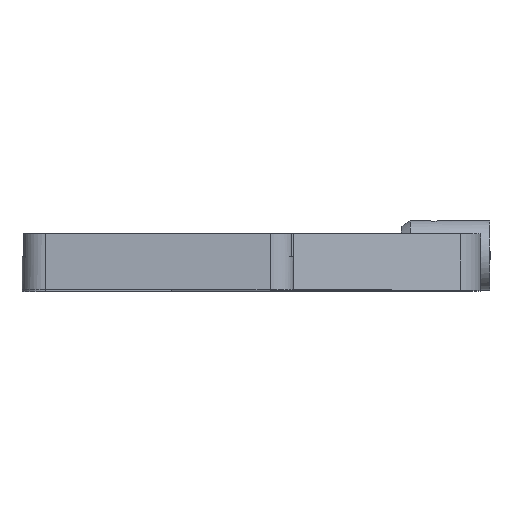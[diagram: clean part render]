
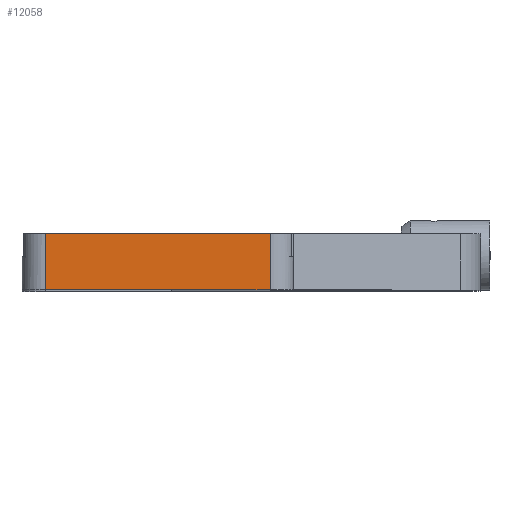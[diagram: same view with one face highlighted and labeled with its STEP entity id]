
A CAD part, top view. The second image highlights one B-rep face of the part: STEP entity #12058.
In plain terms, the highlighted planar face has unit normal (0, 0, 1).
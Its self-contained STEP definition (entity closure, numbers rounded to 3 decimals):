
#49 = LINE ( 'NONE', #1714, #11786 ) ;
#333 = EDGE_CURVE ( 'NONE', #12188, #2497, #3247, .T. ) ;
#719 = CARTESIAN_POINT ( 'NONE',  ( -53., 0., 232.56 ) ) ;
#1714 = CARTESIAN_POINT ( 'NONE',  ( -53., 0., 232.56 ) ) ;
#1784 = EDGE_CURVE ( 'NONE', #8077, #2035, #11015, .T. ) ;
#2035 = VERTEX_POINT ( 'NONE', #11867 ) ;
#2497 = VERTEX_POINT ( 'NONE', #11628 ) ;
#2520 = EDGE_CURVE ( 'NONE', #12188, #2035, #49, .T. ) ;
#2640 = DIRECTION ( 'NONE',  ( 0., 1., 0. ) ) ;
#3247 = LINE ( 'NONE', #10435, #10420 ) ;
#4278 = CARTESIAN_POINT ( 'NONE',  ( 0., 0., 232.56 ) ) ;
#4598 = EDGE_CURVE ( 'NONE', #2497, #8077, #10641, .T. ) ;
#5213 = CARTESIAN_POINT ( 'NONE',  ( 0., 12., 232.56 ) ) ;
#5494 = VECTOR ( 'NONE', #12860, 1000. ) ;
#5565 = DIRECTION ( 'NONE',  ( 1., 0., 0. ) ) ;
#5583 = CARTESIAN_POINT ( 'NONE',  ( -5., 12., 232.56 ) ) ;
#6031 = ORIENTED_EDGE ( 'NONE', *, *, #4598, .T. ) ;
#6537 = ORIENTED_EDGE ( 'NONE', *, *, #2520, .F. ) ;
#8077 = VERTEX_POINT ( 'NONE', #5583 ) ;
#8331 = PLANE ( 'NONE',  #12846 ) ;
#8373 = ORIENTED_EDGE ( 'NONE', *, *, #1784, .T. ) ;
#9076 = EDGE_LOOP ( 'NONE', ( #9979, #6031, #8373, #6537 ) ) ;
#9399 = CARTESIAN_POINT ( 'NONE',  ( -5., 0., 232.56 ) ) ;
#9900 = VECTOR ( 'NONE', #10210, 1000. ) ;
#9979 = ORIENTED_EDGE ( 'NONE', *, *, #333, .T. ) ;
#10210 = DIRECTION ( 'NONE',  ( -1., 0., 0. ) ) ;
#10420 = VECTOR ( 'NONE', #5565, 1000. ) ;
#10435 = CARTESIAN_POINT ( 'NONE',  ( 0., 0., 232.56 ) ) ;
#10641 = LINE ( 'NONE', #9399, #5494 ) ;
#11015 = LINE ( 'NONE', #5213, #9900 ) ;
#11255 = DIRECTION ( 'NONE',  ( 0., 0., -1. ) ) ;
#11628 = CARTESIAN_POINT ( 'NONE',  ( -5., 0., 232.56 ) ) ;
#11780 = FACE_OUTER_BOUND ( 'NONE', #9076, .T. ) ;
#11786 = VECTOR ( 'NONE', #2640, 1000. ) ;
#11867 = CARTESIAN_POINT ( 'NONE',  ( -53., 12., 232.56 ) ) ;
#12058 = ADVANCED_FACE ( 'NONE', ( #11780 ), #8331, .F. ) ;
#12188 = VERTEX_POINT ( 'NONE', #719 ) ;
#12264 = DIRECTION ( 'NONE',  ( 1., 0., 0. ) ) ;
#12846 = AXIS2_PLACEMENT_3D ( 'NONE', #4278, #11255, #12264 ) ;
#12860 = DIRECTION ( 'NONE',  ( 0., 1., 0. ) ) ;
